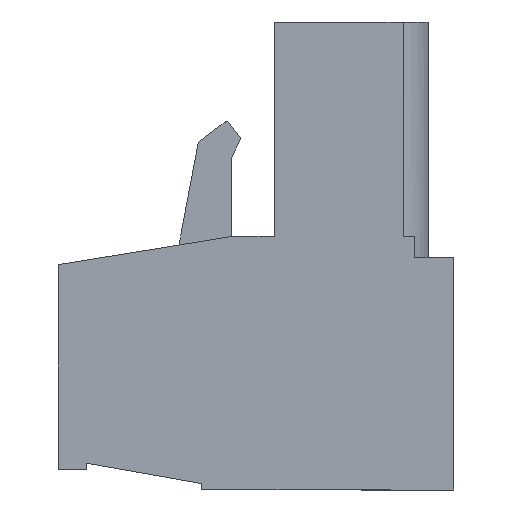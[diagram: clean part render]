
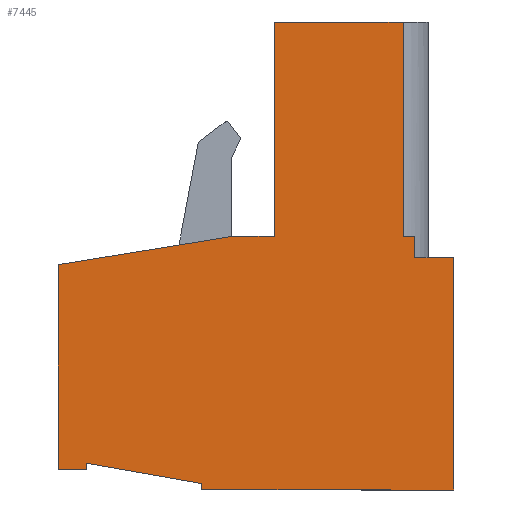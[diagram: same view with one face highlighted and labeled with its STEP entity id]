
A CAD part, left-side view. The second image highlights one B-rep face of the part: STEP entity #7445.
In plain terms, the highlighted planar face has unit normal (-1, 0, 0).
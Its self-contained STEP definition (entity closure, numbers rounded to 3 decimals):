
#20 = CARTESIAN_POINT ( 'NONE',  ( 0., 1.51, 0.85 ) ) ;
#24 = VECTOR ( 'NONE', #8905, 1000. ) ;
#181 = EDGE_CURVE ( 'NONE', #9100, #2830, #7090, .T. ) ;
#262 = EDGE_CURVE ( 'NONE', #6662, #7045, #4520, .T. ) ;
#309 = EDGE_CURVE ( 'NONE', #4232, #6212, #6344, .T. ) ;
#336 = VECTOR ( 'NONE', #1890, 1000. ) ;
#344 = LINE ( 'NONE', #4815, #8732 ) ;
#466 = DIRECTION ( 'NONE',  ( 0., 0., -1. ) ) ;
#472 = ORIENTED_EDGE ( 'NONE', *, *, #309, .F. ) ;
#483 = LINE ( 'NONE', #4782, #718 ) ;
#534 = CARTESIAN_POINT ( 'NONE',  ( 0., 1.51, 0.85 ) ) ;
#718 = VECTOR ( 'NONE', #9489, 1000. ) ;
#740 = LINE ( 'NONE', #4034, #8899 ) ;
#755 = CARTESIAN_POINT ( 'NONE',  ( 0., 0., -9. ) ) ;
#797 = VECTOR ( 'NONE', #466, 1000. ) ;
#814 = ORIENTED_EDGE ( 'NONE', *, *, #10052, .F. ) ;
#912 = ORIENTED_EDGE ( 'NONE', *, *, #10093, .F. ) ;
#945 = LINE ( 'NONE', #8849, #5141 ) ;
#1152 = AXIS2_PLACEMENT_3D ( 'NONE', #7703, #2224, #7739 ) ;
#1309 = CARTESIAN_POINT ( 'NONE',  ( 0., 6.96, 9.15 ) ) ;
#1451 = CARTESIAN_POINT ( 'NONE',  ( 0., 1.96, 9.15 ) ) ;
#1495 = EDGE_CURVE ( 'NONE', #1891, #6662, #1876, .T. ) ;
#1561 = EDGE_CURVE ( 'NONE', #1660, #8166, #10011, .T. ) ;
#1660 = VERTEX_POINT ( 'NONE', #7263 ) ;
#1823 = DIRECTION ( 'NONE',  ( 0., -1., 0. ) ) ;
#1854 = EDGE_CURVE ( 'NONE', #5270, #5830, #740, .T. ) ;
#1876 = LINE ( 'NONE', #534, #24 ) ;
#1890 = DIRECTION ( 'NONE',  ( 0., -1., 0. ) ) ;
#1891 = VERTEX_POINT ( 'NONE', #20 ) ;
#1987 = CARTESIAN_POINT ( 'NONE',  ( 0., 1.51, 0. ) ) ;
#2045 = VECTOR ( 'NONE', #3965, 1000. ) ;
#2122 = ORIENTED_EDGE ( 'NONE', *, *, #262, .F. ) ;
#2159 = VERTEX_POINT ( 'NONE', #4685 ) ;
#2224 = DIRECTION ( 'NONE',  ( 1., 0., 0. ) ) ;
#2734 = CARTESIAN_POINT ( 'NONE',  ( 0., 14.24, -7.96 ) ) ;
#2830 = VERTEX_POINT ( 'NONE', #2942 ) ;
#2879 = DIRECTION ( 'NONE',  ( 0., 0., -1. ) ) ;
#2912 = LINE ( 'NONE', #8331, #797 ) ;
#2942 = CARTESIAN_POINT ( 'NONE',  ( 0., 15.33, -0.26 ) ) ;
#3060 = ORIENTED_EDGE ( 'NONE', *, *, #1495, .F. ) ;
#3100 = EDGE_CURVE ( 'NONE', #2159, #4068, #483, .T. ) ;
#3152 = DIRECTION ( 'NONE',  ( 0., 1., 0. ) ) ;
#3155 = CARTESIAN_POINT ( 'NONE',  ( 0., 6.96, 0.85 ) ) ;
#3161 = ORIENTED_EDGE ( 'NONE', *, *, #7569, .F. ) ;
#3203 = ORIENTED_EDGE ( 'NONE', *, *, #7513, .F. ) ;
#3235 = VECTOR ( 'NONE', #3152, 1000. ) ;
#3287 = VECTOR ( 'NONE', #7803, 1000. ) ;
#3706 = ORIENTED_EDGE ( 'NONE', *, *, #10080, .F. ) ;
#3743 = CARTESIAN_POINT ( 'NONE',  ( 0., 15.33, -8.2 ) ) ;
#3914 = CARTESIAN_POINT ( 'NONE',  ( 0., 9.77, -9. ) ) ;
#3965 = DIRECTION ( 'NONE',  ( 0., -1., 0. ) ) ;
#4034 = CARTESIAN_POINT ( 'NONE',  ( 0., 8.49, 0.85 ) ) ;
#4062 = CARTESIAN_POINT ( 'NONE',  ( 0., 9.77, -9. ) ) ;
#4068 = VERTEX_POINT ( 'NONE', #2734 ) ;
#4118 = CARTESIAN_POINT ( 'NONE',  ( 0., 6.96, 0.85 ) ) ;
#4134 = DIRECTION ( 'NONE',  ( 0., -0.987, 0.16 ) ) ;
#4191 = EDGE_CURVE ( 'NONE', #6212, #8642, #9964, .T. ) ;
#4232 = VERTEX_POINT ( 'NONE', #6888 ) ;
#4520 = LINE ( 'NONE', #6560, #8477 ) ;
#4553 = CARTESIAN_POINT ( 'NONE',  ( 0., 14.24, -8.2 ) ) ;
#4588 = ORIENTED_EDGE ( 'NONE', *, *, #1561, .F. ) ;
#4685 = CARTESIAN_POINT ( 'NONE',  ( 0., 9.77, -8.75 ) ) ;
#4782 = CARTESIAN_POINT ( 'NONE',  ( 0., 9.77, -8.75 ) ) ;
#4815 = CARTESIAN_POINT ( 'NONE',  ( 0., 14.24, -8.2 ) ) ;
#5093 = ORIENTED_EDGE ( 'NONE', *, *, #181, .F. ) ;
#5124 = EDGE_CURVE ( 'NONE', #4068, #6158, #2912, .T. ) ;
#5141 = VECTOR ( 'NONE', #4134, 1000. ) ;
#5270 = VERTEX_POINT ( 'NONE', #6145 ) ;
#5642 = ORIENTED_EDGE ( 'NONE', *, *, #1854, .F. ) ;
#5830 = VERTEX_POINT ( 'NONE', #4118 ) ;
#6145 = CARTESIAN_POINT ( 'NONE',  ( 0., 8.49, 0.85 ) ) ;
#6158 = VERTEX_POINT ( 'NONE', #4553 ) ;
#6205 = LINE ( 'NONE', #9462, #2045 ) ;
#6212 = VERTEX_POINT ( 'NONE', #1451 ) ;
#6344 = LINE ( 'NONE', #1309, #336 ) ;
#6356 = LINE ( 'NONE', #4062, #8237 ) ;
#6560 = CARTESIAN_POINT ( 'NONE',  ( 0., 1.51, 0. ) ) ;
#6662 = VERTEX_POINT ( 'NONE', #1987 ) ;
#6670 = ORIENTED_EDGE ( 'NONE', *, *, #3100, .F. ) ;
#6843 = VECTOR ( 'NONE', #8412, 1000. ) ;
#6888 = CARTESIAN_POINT ( 'NONE',  ( 0., 6.96, 9.15 ) ) ;
#6936 = PLANE ( 'NONE',  #1152 ) ;
#7010 = EDGE_CURVE ( 'NONE', #2830, #5270, #945, .T. ) ;
#7045 = VERTEX_POINT ( 'NONE', #9669 ) ;
#7090 = LINE ( 'NONE', #9969, #6843 ) ;
#7098 = DIRECTION ( 'NONE',  ( 0., 0., 1. ) ) ;
#7160 = DIRECTION ( 'NONE',  ( 0., 1., 0. ) ) ;
#7263 = CARTESIAN_POINT ( 'NONE',  ( 0., 0., -9. ) ) ;
#7314 = EDGE_LOOP ( 'NONE', ( #2122, #3060, #3161, #8234, #472, #814, #5642, #8861, #5093, #3706, #9508, #6670, #912, #4588, #3203 ) ) ;
#7445 = ADVANCED_FACE ( 'NONE', ( #7468 ), #6936, .F. ) ;
#7468 = FACE_OUTER_BOUND ( 'NONE', #7314, .T. ) ;
#7513 = EDGE_CURVE ( 'NONE', #7045, #1660, #9090, .T. ) ;
#7569 = EDGE_CURVE ( 'NONE', #8642, #1891, #6205, .T. ) ;
#7608 = VECTOR ( 'NONE', #2879, 1000. ) ;
#7703 = CARTESIAN_POINT ( 'NONE',  ( 0., 0., 0. ) ) ;
#7739 = DIRECTION ( 'NONE',  ( 0., 0., -1. ) ) ;
#7803 = DIRECTION ( 'NONE',  ( 0., 0., -1. ) ) ;
#7976 = DIRECTION ( 'NONE',  ( 0., 0., 1. ) ) ;
#8050 = DIRECTION ( 'NONE',  ( 0., -1., 0. ) ) ;
#8166 = VERTEX_POINT ( 'NONE', #3914 ) ;
#8234 = ORIENTED_EDGE ( 'NONE', *, *, #4191, .F. ) ;
#8237 = VECTOR ( 'NONE', #7976, 1000. ) ;
#8331 = CARTESIAN_POINT ( 'NONE',  ( 0., 14.24, -7.96 ) ) ;
#8402 = CARTESIAN_POINT ( 'NONE',  ( 0., 1.96, 9.15 ) ) ;
#8412 = DIRECTION ( 'NONE',  ( 0., 0., 1. ) ) ;
#8477 = VECTOR ( 'NONE', #1823, 1000. ) ;
#8642 = VERTEX_POINT ( 'NONE', #9464 ) ;
#8732 = VECTOR ( 'NONE', #7160, 1000. ) ;
#8849 = CARTESIAN_POINT ( 'NONE',  ( 0., 15.33, -0.26 ) ) ;
#8861 = ORIENTED_EDGE ( 'NONE', *, *, #7010, .F. ) ;
#8899 = VECTOR ( 'NONE', #8050, 1000. ) ;
#8905 = DIRECTION ( 'NONE',  ( 0., 0., -1. ) ) ;
#8985 = VECTOR ( 'NONE', #7098, 1000. ) ;
#9090 = LINE ( 'NONE', #9373, #3287 ) ;
#9100 = VERTEX_POINT ( 'NONE', #3743 ) ;
#9232 = LINE ( 'NONE', #3155, #8985 ) ;
#9373 = CARTESIAN_POINT ( 'NONE',  ( 0., 0., 0. ) ) ;
#9462 = CARTESIAN_POINT ( 'NONE',  ( 0., 1.96, 0.85 ) ) ;
#9464 = CARTESIAN_POINT ( 'NONE',  ( 0., 1.96, 0.85 ) ) ;
#9489 = DIRECTION ( 'NONE',  ( 0., 0.985, 0.174 ) ) ;
#9508 = ORIENTED_EDGE ( 'NONE', *, *, #5124, .F. ) ;
#9669 = CARTESIAN_POINT ( 'NONE',  ( 0., 0., 0. ) ) ;
#9964 = LINE ( 'NONE', #8402, #7608 ) ;
#9969 = CARTESIAN_POINT ( 'NONE',  ( 0., 15.33, -8.2 ) ) ;
#10011 = LINE ( 'NONE', #755, #3235 ) ;
#10052 = EDGE_CURVE ( 'NONE', #5830, #4232, #9232, .T. ) ;
#10080 = EDGE_CURVE ( 'NONE', #6158, #9100, #344, .T. ) ;
#10093 = EDGE_CURVE ( 'NONE', #8166, #2159, #6356, .T. ) ;
